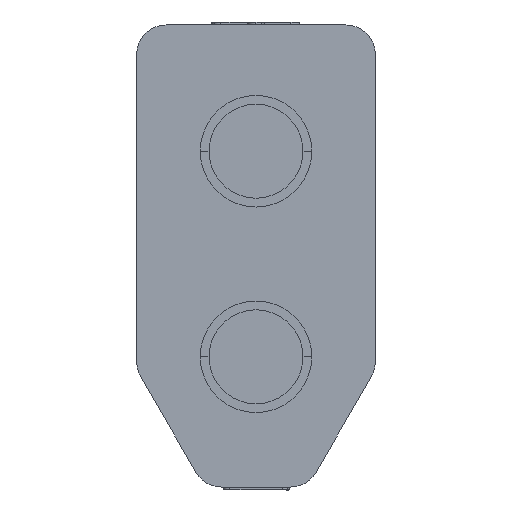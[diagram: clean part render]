
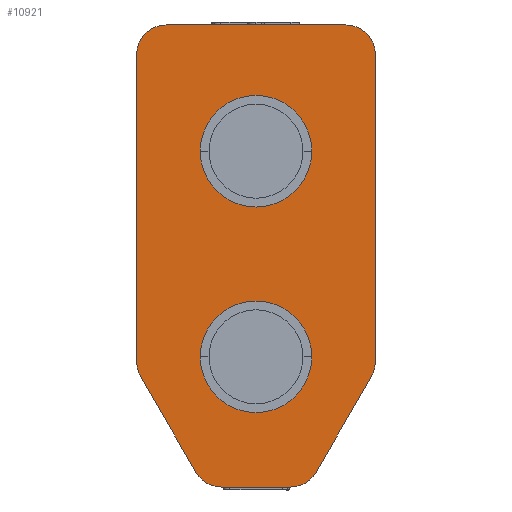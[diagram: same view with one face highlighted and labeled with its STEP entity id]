
A CAD part, front view. The second image highlights one B-rep face of the part: STEP entity #10921.
In plain terms, the highlighted planar face has unit normal (0, -1, 0).
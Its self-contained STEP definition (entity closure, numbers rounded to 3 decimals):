
#57 = AXIS2_PLACEMENT_3D ( 'NONE', #13892, #12883, #10722 ) ;
#920 = DIRECTION ( 'NONE',  ( 0., 1., 0. ) ) ;
#997 = AXIS2_PLACEMENT_3D ( 'NONE', #7013, #3886, #11732 ) ;
#1075 = EDGE_CURVE ( 'NONE', #13442, #7812, #10014, .T. ) ;
#1248 = CARTESIAN_POINT ( 'NONE',  ( 1.177, 0., -7.868 ) ) ;
#1288 = EDGE_CURVE ( 'NONE', #5449, #7848, #12250, .T. ) ;
#1377 = CIRCLE ( 'NONE', #7478, 1. ) ;
#1599 = CARTESIAN_POINT ( 'NONE',  ( -3.064, 0., -3.6 ) ) ;
#1661 = ORIENTED_EDGE ( 'NONE', *, *, #4962, .F. ) ;
#1664 = VERTEX_POINT ( 'NONE', #4018 ) ;
#1808 = EDGE_LOOP ( 'NONE', ( #3708, #3403 ) ) ;
#2097 = DIRECTION ( 'NONE',  ( 0., 0., 1. ) ) ;
#2113 = CARTESIAN_POINT ( 'NONE',  ( -3.064, 0., 7.868 ) ) ;
#2180 = AXIS2_PLACEMENT_3D ( 'NONE', #12645, #6407, #6261 ) ;
#2528 = VERTEX_POINT ( 'NONE', #7565 ) ;
#2620 = DIRECTION ( 'NONE',  ( 0., 0., 1. ) ) ;
#2808 = FACE_BOUND ( 'NONE', #6139, .T. ) ;
#2947 = ORIENTED_EDGE ( 'NONE', *, *, #1288, .F. ) ;
#3120 = DIRECTION ( 'NONE',  ( 0., 0., 1. ) ) ;
#3321 = EDGE_CURVE ( 'NONE', #6559, #2528, #8483, .T. ) ;
#3340 = LINE ( 'NONE', #13514, #5021 ) ;
#3356 = DIRECTION ( 'NONE',  ( -0.5, 0., 0.866 ) ) ;
#3403 = ORIENTED_EDGE ( 'NONE', *, *, #6373, .T. ) ;
#3423 = EDGE_CURVE ( 'NONE', #4933, #13442, #12362, .T. ) ;
#3506 = CARTESIAN_POINT ( 'NONE',  ( -4.064, 0., -3.6 ) ) ;
#3545 = LINE ( 'NONE', #4577, #4880 ) ;
#3569 = VERTEX_POINT ( 'NONE', #4900 ) ;
#3570 = ORIENTED_EDGE ( 'NONE', *, *, #7219, .T. ) ;
#3708 = ORIENTED_EDGE ( 'NONE', *, *, #5938, .T. ) ;
#3721 = ORIENTED_EDGE ( 'NONE', *, *, #12118, .F. ) ;
#3734 = AXIS2_PLACEMENT_3D ( 'NONE', #1599, #3922, #13651 ) ;
#3834 = ORIENTED_EDGE ( 'NONE', *, *, #12884, .F. ) ;
#3885 = AXIS2_PLACEMENT_3D ( 'NONE', #4443, #920, #3120 ) ;
#3886 = DIRECTION ( 'NONE',  ( 0., 1., 0. ) ) ;
#3922 = DIRECTION ( 'NONE',  ( 0., 1., 0. ) ) ;
#3992 = DIRECTION ( 'NONE',  ( 0., 0., -1. ) ) ;
#4018 = CARTESIAN_POINT ( 'NONE',  ( 0., 0., 1.668 ) ) ;
#4109 = CARTESIAN_POINT ( 'NONE',  ( -3.064, 0., 6.868 ) ) ;
#4143 = ORIENTED_EDGE ( 'NONE', *, *, #3423, .F. ) ;
#4287 = CARTESIAN_POINT ( 'NONE',  ( 0., 0., 5.468 ) ) ;
#4353 = EDGE_LOOP ( 'NONE', ( #6310, #4143, #3721, #4671, #12622, #5637, #7015, #4826, #1661, #2947, #3834, #9116 ) ) ;
#4399 = VERTEX_POINT ( 'NONE', #4287 ) ;
#4400 = DIRECTION ( 'NONE',  ( 0., 1., 0. ) ) ;
#4443 = CARTESIAN_POINT ( 'NONE',  ( 3.064, 0., 6.868 ) ) ;
#4553 = CIRCLE ( 'NONE', #57, 1. ) ;
#4577 = CARTESIAN_POINT ( 'NONE',  ( 2.043, 0., -7.368 ) ) ;
#4618 = AXIS2_PLACEMENT_3D ( 'NONE', #9797, #4400, #2097 ) ;
#4653 = VERTEX_POINT ( 'NONE', #1248 ) ;
#4671 = ORIENTED_EDGE ( 'NONE', *, *, #10821, .F. ) ;
#4695 = CARTESIAN_POINT ( 'NONE',  ( -3.93, 0., -4.1 ) ) ;
#4754 = VERTEX_POINT ( 'NONE', #10085 ) ;
#4826 = ORIENTED_EDGE ( 'NONE', *, *, #10543, .F. ) ;
#4880 = VECTOR ( 'NONE', #9033, 1000. ) ;
#4900 = CARTESIAN_POINT ( 'NONE',  ( 0., 0., -1.532 ) ) ;
#4933 = VERTEX_POINT ( 'NONE', #13165 ) ;
#4962 = EDGE_CURVE ( 'NONE', #7848, #5319, #14332, .T. ) ;
#4989 = CARTESIAN_POINT ( 'NONE',  ( 0., 0., 3.568 ) ) ;
#5021 = VECTOR ( 'NONE', #13588, 1000. ) ;
#5150 = VERTEX_POINT ( 'NONE', #11400 ) ;
#5319 = VERTEX_POINT ( 'NONE', #10226 ) ;
#5335 = CIRCLE ( 'NONE', #14358, 1.9 ) ;
#5449 = VERTEX_POINT ( 'NONE', #8485 ) ;
#5528 = CARTESIAN_POINT ( 'NONE',  ( -4.064, 0., -3.6 ) ) ;
#5637 = ORIENTED_EDGE ( 'NONE', *, *, #6834, .F. ) ;
#5852 = VECTOR ( 'NONE', #6808, 1000. ) ;
#5934 = CARTESIAN_POINT ( 'NONE',  ( 0., 0., -3.432 ) ) ;
#5938 = EDGE_CURVE ( 'NONE', #3569, #10097, #6489, .T. ) ;
#6042 = EDGE_CURVE ( 'NONE', #4399, #1664, #12966, .T. ) ;
#6139 = EDGE_LOOP ( 'NONE', ( #9053, #3570 ) ) ;
#6261 = DIRECTION ( 'NONE',  ( 0., 0., 1. ) ) ;
#6310 = ORIENTED_EDGE ( 'NONE', *, *, #1075, .F. ) ;
#6373 = EDGE_CURVE ( 'NONE', #10097, #3569, #10438, .T. ) ;
#6407 = DIRECTION ( 'NONE',  ( 0., 1., 0. ) ) ;
#6489 = CIRCLE ( 'NONE', #12739, 1.9 ) ;
#6559 = VERTEX_POINT ( 'NONE', #13034 ) ;
#6808 = DIRECTION ( 'NONE',  ( 1., 0., 0. ) ) ;
#6828 = CARTESIAN_POINT ( 'NONE',  ( 1.177, 0., -6.867 ) ) ;
#6834 = EDGE_CURVE ( 'NONE', #2528, #4754, #3545, .T. ) ;
#6898 = DIRECTION ( 'NONE',  ( 0., 0., 1. ) ) ;
#7013 = CARTESIAN_POINT ( 'NONE',  ( 3.064, 0., -3.6 ) ) ;
#7015 = ORIENTED_EDGE ( 'NONE', *, *, #3321, .F. ) ;
#7078 = EDGE_CURVE ( 'NONE', #7812, #5150, #13467, .T. ) ;
#7134 = FACE_OUTER_BOUND ( 'NONE', #4353, .T. ) ;
#7159 = DIRECTION ( 'NONE',  ( 0., 0., 1. ) ) ;
#7219 = EDGE_CURVE ( 'NONE', #1664, #4399, #5335, .T. ) ;
#7312 = DIRECTION ( 'NONE',  ( 0., 0., 1. ) ) ;
#7478 = AXIS2_PLACEMENT_3D ( 'NONE', #4109, #8549, #14125 ) ;
#7565 = CARTESIAN_POINT ( 'NONE',  ( 3.93, 0., -4.1 ) ) ;
#7812 = VERTEX_POINT ( 'NONE', #5528 ) ;
#7848 = VERTEX_POINT ( 'NONE', #9084 ) ;
#8483 = CIRCLE ( 'NONE', #997, 1. ) ;
#8485 = CARTESIAN_POINT ( 'NONE',  ( -3.064, 0., 7.868 ) ) ;
#8549 = DIRECTION ( 'NONE',  ( 0., 1., 0. ) ) ;
#8730 = VECTOR ( 'NONE', #3356, 1000. ) ;
#8888 = DIRECTION ( 'NONE',  ( 0., 1., 0. ) ) ;
#9033 = DIRECTION ( 'NONE',  ( -0.5, 0., -0.866 ) ) ;
#9053 = ORIENTED_EDGE ( 'NONE', *, *, #6042, .T. ) ;
#9084 = CARTESIAN_POINT ( 'NONE',  ( 3.064, 0., 7.868 ) ) ;
#9116 = ORIENTED_EDGE ( 'NONE', *, *, #7078, .F. ) ;
#9419 = DIRECTION ( 'NONE',  ( 0., 1., 0. ) ) ;
#9797 = CARTESIAN_POINT ( 'NONE',  ( 0., 0., 3.568 ) ) ;
#10014 = CIRCLE ( 'NONE', #3734, 1. ) ;
#10085 = CARTESIAN_POINT ( 'NONE',  ( 2.043, 0., -7.368 ) ) ;
#10097 = VERTEX_POINT ( 'NONE', #10657 ) ;
#10226 = CARTESIAN_POINT ( 'NONE',  ( 4.064, 0., 6.867 ) ) ;
#10438 = CIRCLE ( 'NONE', #13441, 1.9 ) ;
#10543 = EDGE_CURVE ( 'NONE', #5319, #6559, #13935, .T. ) ;
#10657 = CARTESIAN_POINT ( 'NONE',  ( 0., 0., -5.332 ) ) ;
#10722 = DIRECTION ( 'NONE',  ( 0., 0., 1. ) ) ;
#10821 = EDGE_CURVE ( 'NONE', #4653, #10865, #3340, .T. ) ;
#10865 = VERTEX_POINT ( 'NONE', #14406 ) ;
#10921 = ADVANCED_FACE ( 'NONE', ( #12793, #2808, #7134 ), #11415, .F. ) ;
#10991 = AXIS2_PLACEMENT_3D ( 'NONE', #6828, #11332, #6898 ) ;
#11123 = VECTOR ( 'NONE', #2620, 1000. ) ;
#11223 = CARTESIAN_POINT ( 'NONE',  ( -2.043, 0., -7.367 ) ) ;
#11332 = DIRECTION ( 'NONE',  ( 0., 1., 0. ) ) ;
#11400 = CARTESIAN_POINT ( 'NONE',  ( -4.064, 0., 6.867 ) ) ;
#11415 = PLANE ( 'NONE',  #2180 ) ;
#11731 = VECTOR ( 'NONE', #3992, 1000. ) ;
#11732 = DIRECTION ( 'NONE',  ( 0., 0., 1. ) ) ;
#12118 = EDGE_CURVE ( 'NONE', #10865, #4933, #4553, .T. ) ;
#12185 = DIRECTION ( 'NONE',  ( 0., 0., 1. ) ) ;
#12250 = LINE ( 'NONE', #2113, #5852 ) ;
#12362 = LINE ( 'NONE', #11223, #8730 ) ;
#12622 = ORIENTED_EDGE ( 'NONE', *, *, #13914, .F. ) ;
#12645 = CARTESIAN_POINT ( 'NONE',  ( -3.064, 0., -3.6 ) ) ;
#12739 = AXIS2_PLACEMENT_3D ( 'NONE', #14387, #8888, #12185 ) ;
#12750 = DIRECTION ( 'NONE',  ( 0., 1., 0. ) ) ;
#12782 = CARTESIAN_POINT ( 'NONE',  ( 4.064, 0., -3.6 ) ) ;
#12793 = FACE_BOUND ( 'NONE', #1808, .T. ) ;
#12883 = DIRECTION ( 'NONE',  ( 0., 1., 0. ) ) ;
#12884 = EDGE_CURVE ( 'NONE', #5150, #5449, #1377, .T. ) ;
#12966 = CIRCLE ( 'NONE', #4618, 1.9 ) ;
#13034 = CARTESIAN_POINT ( 'NONE',  ( 4.064, 0., -3.6 ) ) ;
#13165 = CARTESIAN_POINT ( 'NONE',  ( -2.043, 0., -7.367 ) ) ;
#13441 = AXIS2_PLACEMENT_3D ( 'NONE', #5934, #12750, #7312 ) ;
#13442 = VERTEX_POINT ( 'NONE', #4695 ) ;
#13467 = LINE ( 'NONE', #3506, #11123 ) ;
#13514 = CARTESIAN_POINT ( 'NONE',  ( -1.177, 0., -7.867 ) ) ;
#13515 = CIRCLE ( 'NONE', #10991, 1. ) ;
#13588 = DIRECTION ( 'NONE',  ( -1., 0., 0. ) ) ;
#13651 = DIRECTION ( 'NONE',  ( 0., 0., 1. ) ) ;
#13892 = CARTESIAN_POINT ( 'NONE',  ( -1.177, 0., -6.867 ) ) ;
#13914 = EDGE_CURVE ( 'NONE', #4754, #4653, #13515, .T. ) ;
#13935 = LINE ( 'NONE', #12782, #11731 ) ;
#14125 = DIRECTION ( 'NONE',  ( 0., 0., 1. ) ) ;
#14332 = CIRCLE ( 'NONE', #3885, 1. ) ;
#14358 = AXIS2_PLACEMENT_3D ( 'NONE', #4989, #9419, #7159 ) ;
#14387 = CARTESIAN_POINT ( 'NONE',  ( 0., 0., -3.432 ) ) ;
#14406 = CARTESIAN_POINT ( 'NONE',  ( -1.177, 0., -7.867 ) ) ;
